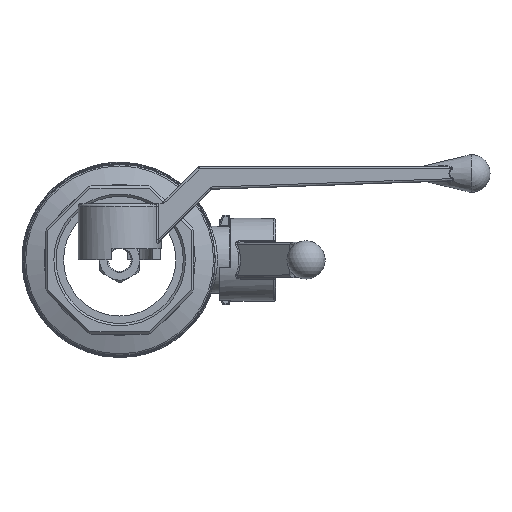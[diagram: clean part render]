
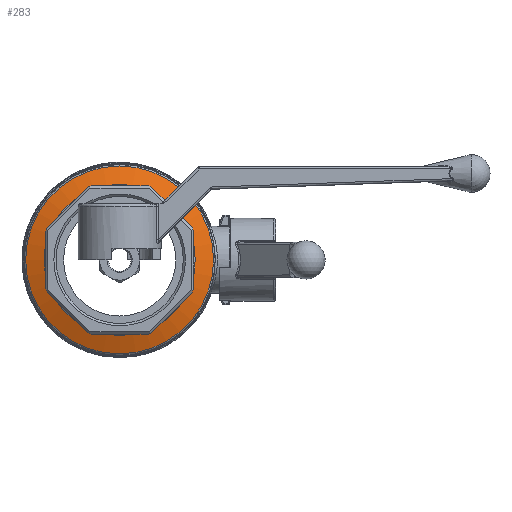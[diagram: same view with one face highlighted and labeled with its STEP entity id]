
A CAD part, front view. The second image highlights one B-rep face of the part: STEP entity #283.
In plain terms, the highlighted conical face has half-angle 70 degrees and reference radius 42.5 mm.
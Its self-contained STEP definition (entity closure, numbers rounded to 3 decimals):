
#283 = ADVANCED_FACE( '', ( #788, #789 ), #790, .T. );
#788 = FACE_OUTER_BOUND( '', #1552, .T. );
#789 = FACE_BOUND( '', #1553, .T. );
#790 = CONICAL_SURFACE( '', #1554, 42.5, 1.222 );
#1552 = EDGE_LOOP( '', ( #3971 ) );
#1553 = EDGE_LOOP( '', ( #3972 ) );
#1554 = AXIS2_PLACEMENT_3D( '', #3973, #3974, #3975 );
#3971 = ORIENTED_EDGE( '', *, *, #5867, .T. );
#3972 = ORIENTED_EDGE( '', *, *, #5868, .T. );
#3973 = CARTESIAN_POINT( '', ( 0., 42.958, 0. ) );
#3974 = DIRECTION( '', ( 0., 1., 0. ) );
#3975 = DIRECTION( '', ( 0., 0., 1. ) );
#5867 = EDGE_CURVE( '', #6658, #6658, #6659, .F. );
#5868 = EDGE_CURVE( '', #6660, #6660, #6661, .T. );
#6658 = VERTEX_POINT( '', #7930 );
#6659 = CIRCLE( '', #7931, 41.842 );
#6660 = VERTEX_POINT( '', #7932 );
#6661 = CIRCLE( '', #7933, 33.658 );
#7930 = CARTESIAN_POINT( '', ( 0., 42.718, 41.842 ) );
#7931 = AXIS2_PLACEMENT_3D( '', #11975, #11976, #11977 );
#7932 = CARTESIAN_POINT( '', ( 0., 39.739, 33.658 ) );
#7933 = AXIS2_PLACEMENT_3D( '', #11978, #11979, #11980 );
#11975 = CARTESIAN_POINT( '', ( 0., 42.718, 0. ) );
#11976 = DIRECTION( '', ( 0., 1., 0. ) );
#11977 = DIRECTION( '', ( 0., 0., 1. ) );
#11978 = CARTESIAN_POINT( '', ( 0., 39.739, 0. ) );
#11979 = DIRECTION( '', ( 0., 1., 0. ) );
#11980 = DIRECTION( '', ( 0., 0., 1. ) );
